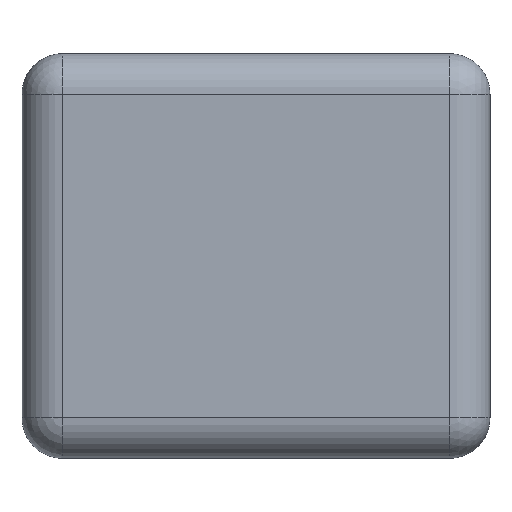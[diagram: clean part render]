
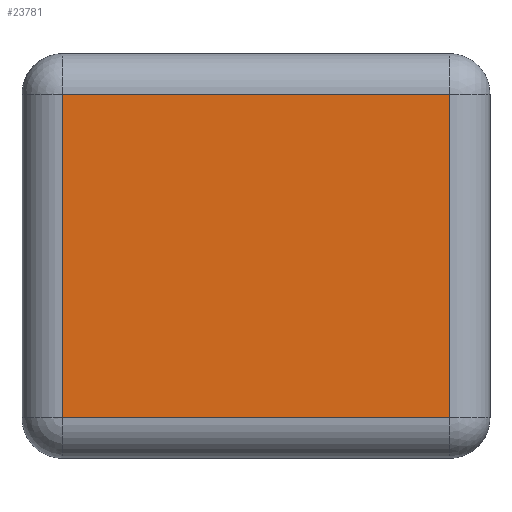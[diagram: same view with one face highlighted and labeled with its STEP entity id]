
A CAD part, front view. The second image highlights one B-rep face of the part: STEP entity #23781.
In plain terms, the highlighted planar face has unit normal (0, -1, 0).
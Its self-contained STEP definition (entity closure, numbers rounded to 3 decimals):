
#46 = DIRECTION ( 'NONE',  ( 0., -1., 0. ) ) ;
#1491 = LINE ( 'NONE', #65644, #74705 ) ;
#1645 = EDGE_LOOP ( 'NONE', ( #2570, #21072, #2237, #70411 ) ) ;
#2237 = ORIENTED_EDGE ( 'NONE', *, *, #67323, .T. ) ;
#2570 = ORIENTED_EDGE ( 'NONE', *, *, #70956, .T. ) ;
#5355 = DIRECTION ( 'NONE',  ( 1., 0., 0. ) ) ;
#8528 = VECTOR ( 'NONE', #18000, 1000. ) ;
#9116 = EDGE_CURVE ( 'NONE', #41769, #79678, #1491, .T. ) ;
#10189 = DIRECTION ( 'NONE',  ( 0., 0., 1. ) ) ;
#18000 = DIRECTION ( 'NONE',  ( -1., 0., 0. ) ) ;
#18533 = CARTESIAN_POINT ( 'NONE',  ( 387.79, -295.358, 154.428 ) ) ;
#19409 = PLANE ( 'NONE',  #43649 ) ;
#21072 = ORIENTED_EDGE ( 'NONE', *, *, #26171, .T. ) ;
#21820 = FACE_OUTER_BOUND ( 'NONE', #1645, .T. ) ;
#23781 = ADVANCED_FACE ( 'NONE', ( #21820 ), #19409, .T. ) ;
#26171 = EDGE_CURVE ( 'NONE', #66155, #76940, #30393, .T. ) ;
#30393 = LINE ( 'NONE', #67155, #74726 ) ;
#36598 = LINE ( 'NONE', #69922, #54226 ) ;
#41769 = VERTEX_POINT ( 'NONE', #77510 ) ;
#43649 = AXIS2_PLACEMENT_3D ( 'NONE', #58258, #46, #57841 ) ;
#50966 = CARTESIAN_POINT ( 'NONE',  ( 387.79, -295.358, -486.644 ) ) ;
#54226 = VECTOR ( 'NONE', #5355, 1000. ) ;
#57841 = DIRECTION ( 'NONE',  ( 0., 0., -1. ) ) ;
#58258 = CARTESIAN_POINT ( 'NONE',  ( 0., -295.358, 0. ) ) ;
#65644 = CARTESIAN_POINT ( 'NONE',  ( -378.469, -295.358, 0. ) ) ;
#66155 = VERTEX_POINT ( 'NONE', #50966 ) ;
#67155 = CARTESIAN_POINT ( 'NONE',  ( 387.79, -295.358, 0. ) ) ;
#67323 = EDGE_CURVE ( 'NONE', #76940, #41769, #82192, .T. ) ;
#69922 = CARTESIAN_POINT ( 'NONE',  ( 0., -295.358, -486.644 ) ) ;
#70411 = ORIENTED_EDGE ( 'NONE', *, *, #9116, .T. ) ;
#70956 = EDGE_CURVE ( 'NONE', #79678, #66155, #36598, .T. ) ;
#74705 = VECTOR ( 'NONE', #79989, 1000. ) ;
#74726 = VECTOR ( 'NONE', #10189, 1000. ) ;
#75837 = CARTESIAN_POINT ( 'NONE',  ( 0., -295.358, 154.428 ) ) ;
#76276 = CARTESIAN_POINT ( 'NONE',  ( -378.469, -295.358, -486.644 ) ) ;
#76940 = VERTEX_POINT ( 'NONE', #18533 ) ;
#77510 = CARTESIAN_POINT ( 'NONE',  ( -378.469, -295.358, 154.428 ) ) ;
#79678 = VERTEX_POINT ( 'NONE', #76276 ) ;
#79989 = DIRECTION ( 'NONE',  ( 0., 0., -1. ) ) ;
#82192 = LINE ( 'NONE', #75837, #8528 ) ;
